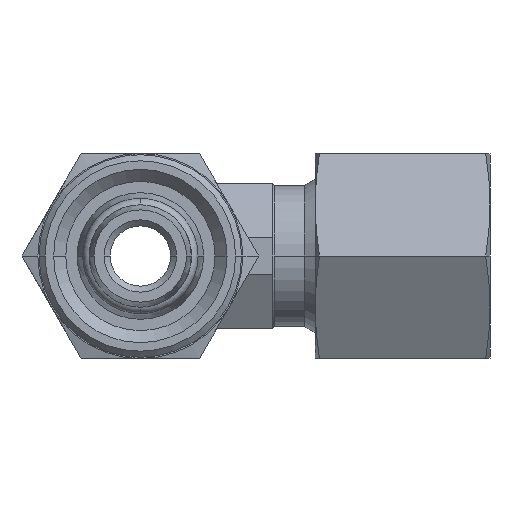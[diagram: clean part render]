
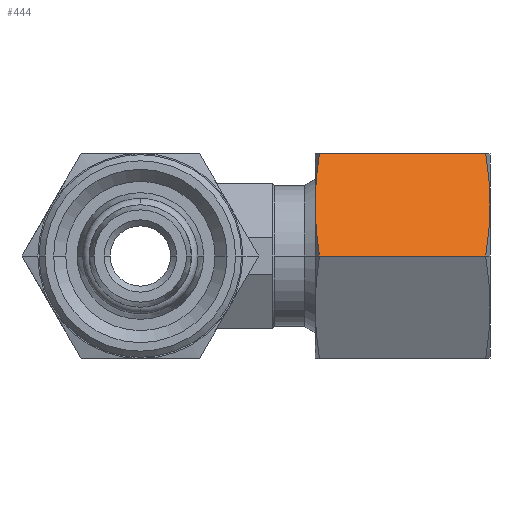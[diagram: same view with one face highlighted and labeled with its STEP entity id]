
A CAD part, front view. The second image highlights one B-rep face of the part: STEP entity #444.
In plain terms, the highlighted planar face has unit normal (0, -0.866, 0.5).
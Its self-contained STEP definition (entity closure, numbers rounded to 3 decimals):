
#444 = ADVANCED_FACE( '', ( #890 ), #891, .F. );
#890 = FACE_OUTER_BOUND( '', #1418, .T. );
#891 = PLANE( '', #1419 );
#1418 = EDGE_LOOP( '', ( #2908, #2909, #2910, #2911, #2912, #2913 ) );
#1419 = AXIS2_PLACEMENT_3D( '', #2914, #2915, #2916 );
#2908 = ORIENTED_EDGE( '', *, *, #3879, .F. );
#2909 = ORIENTED_EDGE( '', *, *, #3880, .F. );
#2910 = ORIENTED_EDGE( '', *, *, #3881, .F. );
#2911 = ORIENTED_EDGE( '', *, *, #3882, .F. );
#2912 = ORIENTED_EDGE( '', *, *, #3883, .T. );
#2913 = ORIENTED_EDGE( '', *, *, #3884, .F. );
#2914 = CARTESIAN_POINT( '', ( 29., -9.815, 0. ) );
#2915 = DIRECTION( '', ( 0., 0.866, -0.5 ) );
#2916 = DIRECTION( '', ( 0., -0.5, -0.866 ) );
#3879 = EDGE_CURVE( '', #4703, #4708, #4709, .T. );
#3880 = EDGE_CURVE( '', #4690, #4703, #4710, .T. );
#3881 = EDGE_CURVE( '', #4711, #4690, #4712, .T. );
#3882 = EDGE_CURVE( '', #4713, #4711, #4714, .T. );
#3883 = EDGE_CURVE( '', #4713, #4715, #4716, .T. );
#3884 = EDGE_CURVE( '', #4708, #4715, #4717, .T. );
#4690 = VERTEX_POINT( '', #6058 );
#4703 = VERTEX_POINT( '', #6091 );
#4708 = VERTEX_POINT( '', #6106 );
#4709 = ( B_SPLINE_CURVE( 2, ( #6108, #6109, #6110 ), .UNSPECIFIED., .F., .F. )B_SPLINE_CURVE_WITH_KNOTS( ( 3, 3 ), ( 4.101, 9.583 ), .UNSPECIFIED. )RATIONAL_B_SPLINE_CURVE( ( 1.058, 1.068, 1. ) )BOUNDED_CURVE(  )REPRESENTATION_ITEM( '' )GEOMETRIC_REPRESENTATION_ITEM(  )CURVE(  ) );
#4710 = LINE( '', #6117, #6118 );
#4711 = VERTEX_POINT( '', #6119 );
#4712 = ( B_SPLINE_CURVE( 2, ( #6121, #6122, #6123 ), .UNSPECIFIED., .F., .F. )B_SPLINE_CURVE_WITH_KNOTS( ( 3, 3 ), ( 9.583, 15.066 ), .UNSPECIFIED. )RATIONAL_B_SPLINE_CURVE( ( 1., 1.068, 1.058 ) )BOUNDED_CURVE(  )REPRESENTATION_ITEM( '' )GEOMETRIC_REPRESENTATION_ITEM(  )CURVE(  ) );
#4713 = VERTEX_POINT( '', #6130 );
#4714 = ( B_SPLINE_CURVE( 2, ( #6132, #6133, #6134 ), .UNSPECIFIED., .F., .F. )B_SPLINE_CURVE_WITH_KNOTS( ( 3, 3 ), ( 4.101, 9.583 ), .UNSPECIFIED. )RATIONAL_B_SPLINE_CURVE( ( 1.058, 1.068, 1. ) )BOUNDED_CURVE(  )REPRESENTATION_ITEM( '' )GEOMETRIC_REPRESENTATION_ITEM(  )CURVE(  ) );
#4715 = VERTEX_POINT( '', #6141 );
#4716 = LINE( '', #6142, #6143 );
#4717 = ( B_SPLINE_CURVE( 2, ( #6145, #6146, #6147 ), .UNSPECIFIED., .F., .F. )B_SPLINE_CURVE_WITH_KNOTS( ( 3, 3 ), ( 9.583, 15.066 ), .UNSPECIFIED. )RATIONAL_B_SPLINE_CURVE( ( 1., 1.068, 1.058 ) )BOUNDED_CURVE(  )REPRESENTATION_ITEM( '' )GEOMETRIC_REPRESENTATION_ITEM(  )CURVE(  ) );
#6058 = CARTESIAN_POINT( '', ( 28.648, -9.815, 0. ) );
#6091 = CARTESIAN_POINT( '', ( 14.852, -9.815, 0. ) );
#6106 = CARTESIAN_POINT( '', ( 14.5, -7.361, 4.25 ) );
#6108 = CARTESIAN_POINT( '', ( 14.852, -9.815, 0. ) );
#6109 = CARTESIAN_POINT( '', ( 14.5, -8.5, 2.278 ) );
#6110 = CARTESIAN_POINT( '', ( 14.5, -7.361, 4.25 ) );
#6117 = CARTESIAN_POINT( '', ( 29., -9.815, 0. ) );
#6118 = VECTOR( '', #7451, 1. );
#6119 = CARTESIAN_POINT( '', ( 29., -7.361, 4.25 ) );
#6121 = CARTESIAN_POINT( '', ( 29., -7.361, 4.25 ) );
#6122 = CARTESIAN_POINT( '', ( 29., -8.5, 2.278 ) );
#6123 = CARTESIAN_POINT( '', ( 28.648, -9.815, 0. ) );
#6130 = CARTESIAN_POINT( '', ( 28.648, -4.907, 8.5 ) );
#6132 = CARTESIAN_POINT( '', ( 28.648, -4.907, 8.5 ) );
#6133 = CARTESIAN_POINT( '', ( 29., -6.222, 6.222 ) );
#6134 = CARTESIAN_POINT( '', ( 29., -7.361, 4.25 ) );
#6141 = CARTESIAN_POINT( '', ( 14.852, -4.907, 8.5 ) );
#6142 = CARTESIAN_POINT( '', ( 29., -4.907, 8.5 ) );
#6143 = VECTOR( '', #7452, 1. );
#6145 = CARTESIAN_POINT( '', ( 14.5, -7.361, 4.25 ) );
#6146 = CARTESIAN_POINT( '', ( 14.5, -6.222, 6.222 ) );
#6147 = CARTESIAN_POINT( '', ( 14.852, -4.907, 8.5 ) );
#7451 = DIRECTION( '', ( -1., 0., 0. ) );
#7452 = DIRECTION( '', ( -1., 0., 0. ) );
